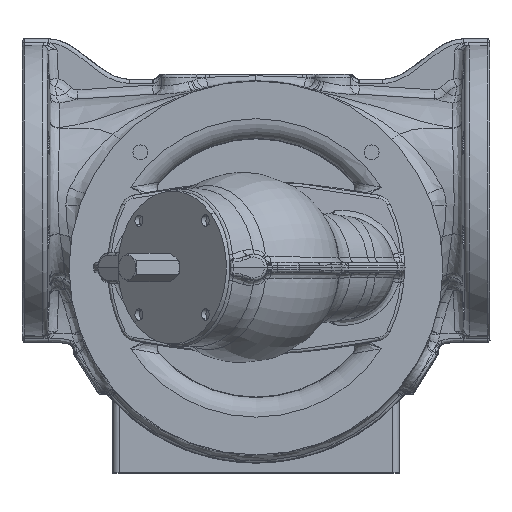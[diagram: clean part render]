
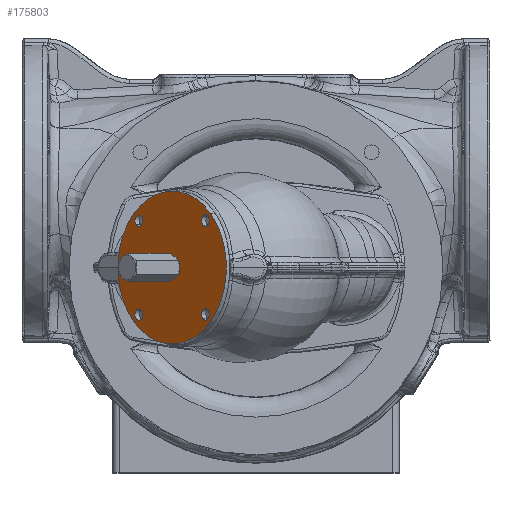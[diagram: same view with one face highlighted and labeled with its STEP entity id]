
A CAD part, top view. The second image highlights one B-rep face of the part: STEP entity #175803.
In plain terms, the highlighted planar face has unit normal (-0.707, 0, 0.707).
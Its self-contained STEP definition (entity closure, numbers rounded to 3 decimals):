
#65192=CARTESIAN_POINT('',(-82.099,1.,442.151));
#65193=DIRECTION('',(0.707,0.,-0.707));
#65194=DIRECTION('',(-0.5,-0.707,-0.5));
#65195=AXIS2_PLACEMENT_3D('',#65192,#65193,#65194);
#65197=CARTESIAN_POINT('',(-82.099,1.,442.151));
#65198=DIRECTION('',(0.707,0.,-0.707));
#65199=DIRECTION('',(0.5,0.707,0.5));
#65200=AXIS2_PLACEMENT_3D('',#65197,#65198,#65199);
#65202=CARTESIAN_POINT('',(-82.099,1.,442.151));
#65203=DIRECTION('',(-0.707,0.,0.707));
#65204=DIRECTION('',(0.5,-0.707,0.5));
#65205=AXIS2_PLACEMENT_3D('',#65202,#65203,#65204);
#65207=CARTESIAN_POINT('',(-82.099,1.,442.151));
#65208=DIRECTION('',(-0.707,0.,0.707));
#65209=DIRECTION('',(-0.5,0.707,-0.5));
#65210=AXIS2_PLACEMENT_3D('',#65207,#65208,#65209);
#65212=CARTESIAN_POINT('',(-49.599,46.962,
474.651));
#65213=DIRECTION('',(0.707,0.,-0.707));
#65214=DIRECTION('',(0.5,-0.707,0.5));
#65215=AXIS2_PLACEMENT_3D('',#65212,#65213,#65214);
#65217=CARTESIAN_POINT('',(-49.599,46.962,
474.651));
#65218=DIRECTION('',(0.707,0.,-0.707));
#65219=DIRECTION('',(-0.5,0.707,-0.5));
#65220=AXIS2_PLACEMENT_3D('',#65217,#65218,#65219);
#65222=CARTESIAN_POINT('',(-49.599,-44.962,
474.651));
#65223=DIRECTION('',(0.707,0.,-0.707));
#65224=DIRECTION('',(-0.5,-0.707,-0.5));
#65225=AXIS2_PLACEMENT_3D('',#65222,#65223,#65224);
#65227=CARTESIAN_POINT('',(-49.599,-44.962,
474.651));
#65228=DIRECTION('',(0.707,0.,-0.707));
#65229=DIRECTION('',(0.5,0.707,0.5));
#65230=AXIS2_PLACEMENT_3D('',#65227,#65228,#65229);
#65232=CARTESIAN_POINT('',(-114.599,-44.962,
409.651));
#65233=DIRECTION('',(0.707,0.,-0.707));
#65234=DIRECTION('',(-0.5,0.707,-0.5));
#65235=AXIS2_PLACEMENT_3D('',#65232,#65233,#65234);
#65237=CARTESIAN_POINT('',(-114.599,-44.962,
409.651));
#65238=DIRECTION('',(0.707,0.,-0.707));
#65239=DIRECTION('',(0.5,-0.707,0.5));
#65240=AXIS2_PLACEMENT_3D('',#65237,#65238,#65239);
#65242=CARTESIAN_POINT('',(-114.599,46.962,
409.651));
#65243=DIRECTION('',(0.707,0.,-0.707));
#65244=DIRECTION('',(0.5,0.707,0.5));
#65245=AXIS2_PLACEMENT_3D('',#65242,#65243,#65244);
#65247=CARTESIAN_POINT('',(-114.599,46.962,
409.651));
#65248=DIRECTION('',(0.707,0.,-0.707));
#65249=DIRECTION('',(-0.5,-0.707,-0.5));
#65250=AXIS2_PLACEMENT_3D('',#65247,#65248,#65249);
#69318=CARTESIAN_POINT('',(-119.599,-52.033,
404.651));
#69319=CARTESIAN_POINT('',(-44.599,54.033,
479.651));
#69320=VERTEX_POINT('',#69318);
#69321=VERTEX_POINT('',#69319);
#69326=CARTESIAN_POINT('',(-78.099,-4.657,
446.151));
#69327=CARTESIAN_POINT('',(-86.099,6.657,
438.151));
#69328=VERTEX_POINT('',#69326);
#69329=VERTEX_POINT('',#69327);
#69330=CARTESIAN_POINT('',(-46.849,43.073,
477.401));
#69331=CARTESIAN_POINT('',(-52.349,50.851,
471.901));
#69332=VERTEX_POINT('',#69330);
#69333=VERTEX_POINT('',#69331);
#69334=CARTESIAN_POINT('',(-52.349,-48.851,
471.901));
#69335=CARTESIAN_POINT('',(-46.849,-41.073,
477.401));
#69336=VERTEX_POINT('',#69334);
#69337=VERTEX_POINT('',#69335);
#69338=CARTESIAN_POINT('',(-117.349,-41.073,
406.901));
#69339=CARTESIAN_POINT('',(-111.849,-48.851,
412.401));
#69340=VERTEX_POINT('',#69338);
#69341=VERTEX_POINT('',#69339);
#69342=CARTESIAN_POINT('',(-111.849,50.851,
412.401));
#69343=CARTESIAN_POINT('',(-117.349,43.073,
406.901));
#69344=VERTEX_POINT('',#69342);
#69345=VERTEX_POINT('',#69343);
#175764=CARTESIAN_POINT('',(-82.099,1.,442.151));
#175765=DIRECTION('',(0.707,0.,-0.707));
#175766=DIRECTION('',(-0.5,-0.707,-0.5));
#175767=AXIS2_PLACEMENT_3D('',#175764,#175765,#175766);
#175768=PLANE('',#175767);
#175769=ORIENTED_EDGE('',*,*,#85991,.T.);
#175770=ORIENTED_EDGE('',*,*,#85293,.T.);
#175771=EDGE_LOOP('',(#175769,#175770));
#175772=FACE_OUTER_BOUND('',#175771,.F.);
#175774=ORIENTED_EDGE('',*,*,#175773,.T.);
#175776=ORIENTED_EDGE('',*,*,#175775,.T.);
#175777=EDGE_LOOP('',(#175774,#175776));
#175778=FACE_BOUND('',#175777,.F.);
#175780=ORIENTED_EDGE('',*,*,#175779,.F.);
#175782=ORIENTED_EDGE('',*,*,#175781,.F.);
#175783=EDGE_LOOP('',(#175780,#175782));
#175784=FACE_BOUND('',#175783,.F.);
#175786=ORIENTED_EDGE('',*,*,#175785,.F.);
#175788=ORIENTED_EDGE('',*,*,#175787,.F.);
#175789=EDGE_LOOP('',(#175786,#175788));
#175790=FACE_BOUND('',#175789,.F.);
#175792=ORIENTED_EDGE('',*,*,#175791,.F.);
#175794=ORIENTED_EDGE('',*,*,#175793,.F.);
#175795=EDGE_LOOP('',(#175792,#175794));
#175796=FACE_BOUND('',#175795,.F.);
#175798=ORIENTED_EDGE('',*,*,#175797,.F.);
#175800=ORIENTED_EDGE('',*,*,#175799,.F.);
#175801=EDGE_LOOP('',(#175798,#175800));
#175802=FACE_BOUND('',#175801,.F.);
#175803=ADVANCED_FACE('',(#175772,#175778,#175784,#175790,#175796,#175802),
#175768,.F.);
#65196=CIRCLE('',#65195,75.);
#65201=CIRCLE('',#65200,75.);
#65206=CIRCLE('',#65205,8.);
#65211=CIRCLE('',#65210,8.);
#65216=CIRCLE('',#65215,5.5);
#65221=CIRCLE('',#65220,5.5);
#65226=CIRCLE('',#65225,5.5);
#65231=CIRCLE('',#65230,5.5);
#65236=CIRCLE('',#65235,5.5);
#65241=CIRCLE('',#65240,5.5);
#65246=CIRCLE('',#65245,5.5);
#65251=CIRCLE('',#65250,5.5);
#85293=EDGE_CURVE('',#69321,#69320,#65201,.T.);
#85991=EDGE_CURVE('',#69320,#69321,#65196,.T.);
#175773=EDGE_CURVE('',#69328,#69329,#65206,.T.);
#175775=EDGE_CURVE('',#69329,#69328,#65211,.T.);
#175779=EDGE_CURVE('',#69332,#69333,#65216,.T.);
#175781=EDGE_CURVE('',#69333,#69332,#65221,.T.);
#175785=EDGE_CURVE('',#69336,#69337,#65226,.T.);
#175787=EDGE_CURVE('',#69337,#69336,#65231,.T.);
#175791=EDGE_CURVE('',#69340,#69341,#65236,.T.);
#175793=EDGE_CURVE('',#69341,#69340,#65241,.T.);
#175797=EDGE_CURVE('',#69344,#69345,#65246,.T.);
#175799=EDGE_CURVE('',#69345,#69344,#65251,.T.);
